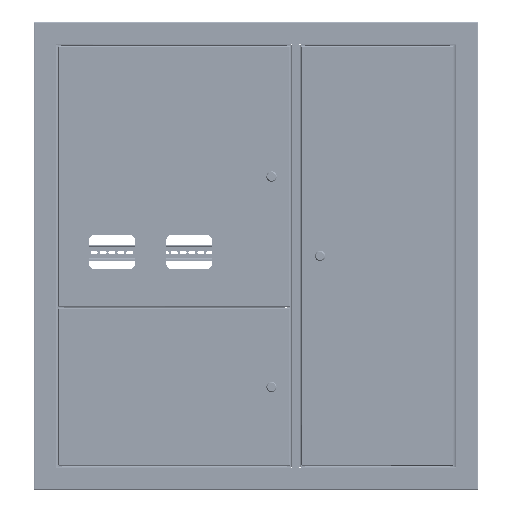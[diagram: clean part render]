
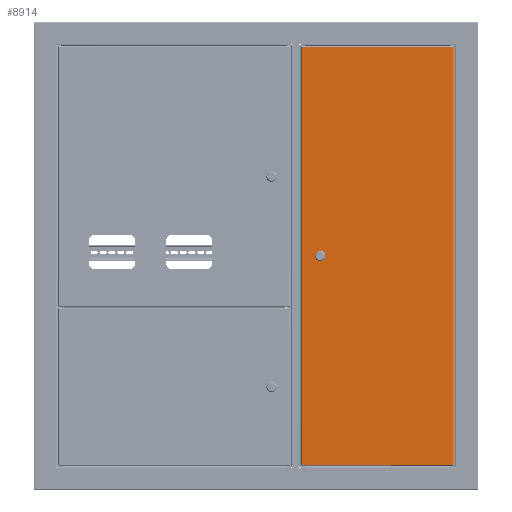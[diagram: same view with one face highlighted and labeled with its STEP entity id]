
A CAD part, top view. The second image highlights one B-rep face of the part: STEP entity #8914.
In plain terms, the highlighted planar face has unit normal (0, 0, 1).
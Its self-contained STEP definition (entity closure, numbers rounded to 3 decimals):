
#443 = LINE ( 'NONE', #28568, #46847 ) ;
#948 = VERTEX_POINT ( 'NONE', #60527 ) ;
#1043 = DIRECTION ( 'NONE',  ( 1., 0., 0. ) ) ;
#1613 = LINE ( 'NONE', #34785, #29222 ) ;
#4808 = CARTESIAN_POINT ( 'NONE',  ( 894.993, 324., 0. ) ) ;
#5658 = PLANE ( 'NONE',  #11351 ) ;
#6833 = VECTOR ( 'NONE', #40503, 1000. ) ;
#6872 = DIRECTION ( 'NONE',  ( -1., 0., 0. ) ) ;
#8914 = ADVANCED_FACE ( 'NONE', ( #73832, #45783 ), #5658, .F. ) ;
#9486 = VERTEX_POINT ( 'NONE', #54796 ) ;
#9595 = VECTOR ( 'NONE', #47167, 1000. ) ;
#9793 = EDGE_CURVE ( 'NONE', #75785, #30515, #1613, .T. ) ;
#11351 = AXIS2_PLACEMENT_3D ( 'NONE', #89450, #54003, #11667 ) ;
#11667 = DIRECTION ( 'NONE',  ( -1., 0., 0. ) ) ;
#12707 = CARTESIAN_POINT ( 'NONE',  ( 448.2, 40., 0. ) ) ;
#12859 = LINE ( 'NONE', #68143, #6833 ) ;
#13066 = DIRECTION ( 'NONE',  ( 0., 1., 0. ) ) ;
#14419 = DIRECTION ( 'NONE',  ( 0., 0., 1. ) ) ;
#17819 = VECTOR ( 'NONE', #1043, 1000. ) ;
#18470 = ORIENTED_EDGE ( 'NONE', *, *, #47160, .T. ) ;
#19084 = LINE ( 'NONE', #4808, #9595 ) ;
#19408 = VERTEX_POINT ( 'NONE', #63144 ) ;
#20435 = LINE ( 'NONE', #21341, #87265 ) ;
#21341 = CARTESIAN_POINT ( 'NONE',  ( 894.7, 0., 0. ) ) ;
#22532 = AXIS2_PLACEMENT_3D ( 'NONE', #12707, #40811, #68888 ) ;
#22763 = DIRECTION ( 'NONE',  ( 1., 0., 0. ) ) ;
#25568 = AXIS2_PLACEMENT_3D ( 'NONE', #54958, #14419, #62331 ) ;
#27892 = EDGE_LOOP ( 'NONE', ( #18470, #29318, #52519, #71191 ) ) ;
#27936 = EDGE_CURVE ( 'NONE', #948, #46793, #63645, .T. ) ;
#28245 = CARTESIAN_POINT ( 'NONE',  ( 894.7, 1.7, 0. ) ) ;
#28403 = EDGE_CURVE ( 'NONE', #9486, #61583, #31440, .T. ) ;
#28421 = CARTESIAN_POINT ( 'NONE',  ( 894.7, 324., 0. ) ) ;
#28568 = CARTESIAN_POINT ( 'NONE',  ( 451.849, 48.5, 0. ) ) ;
#29222 = VECTOR ( 'NONE', #85813, 1000. ) ;
#29318 = ORIENTED_EDGE ( 'NONE', *, *, #84165, .T. ) ;
#29714 = DIRECTION ( 'NONE',  ( 0., 0., 1. ) ) ;
#29865 = EDGE_CURVE ( 'NONE', #19408, #9486, #65440, .T. ) ;
#30515 = VERTEX_POINT ( 'NONE', #83180 ) ;
#30521 = ORIENTED_EDGE ( 'NONE', *, *, #28403, .F. ) ;
#31440 = CIRCLE ( 'NONE', #25568, 9.25 ) ;
#34536 = AXIS2_PLACEMENT_3D ( 'NONE', #64197, #29714, #22763 ) ;
#34785 = CARTESIAN_POINT ( 'NONE',  ( 1.7, 324.293, 0. ) ) ;
#36071 = LINE ( 'NONE', #64141, #17819 ) ;
#39314 = ORIENTED_EDGE ( 'NONE', *, *, #68174, .F. ) ;
#40503 = DIRECTION ( 'NONE',  ( 1., 0., 0. ) ) ;
#40811 = DIRECTION ( 'NONE',  ( 0., 0., 1. ) ) ;
#42548 = ORIENTED_EDGE ( 'NONE', *, *, #27936, .F. ) ;
#45783 = FACE_OUTER_BOUND ( 'NONE', #27892, .T. ) ;
#46793 = VERTEX_POINT ( 'NONE', #85654 ) ;
#46847 = VECTOR ( 'NONE', #6872, 1000. ) ;
#47160 = EDGE_CURVE ( 'NONE', #30515, #67732, #12859, .T. ) ;
#47167 = DIRECTION ( 'NONE',  ( -1., 0., 0. ) ) ;
#47690 = VERTEX_POINT ( 'NONE', #28421 ) ;
#52519 = ORIENTED_EDGE ( 'NONE', *, *, #70723, .T. ) ;
#54003 = DIRECTION ( 'NONE',  ( 0., 0., -1. ) ) ;
#54796 = CARTESIAN_POINT ( 'NONE',  ( 457.45, 40., 0. ) ) ;
#54958 = CARTESIAN_POINT ( 'NONE',  ( 448.2, 40., 0. ) ) ;
#55581 = EDGE_CURVE ( 'NONE', #46793, #19408, #36071, .T. ) ;
#60448 = EDGE_LOOP ( 'NONE', ( #39314, #30521, #69929, #70542, #42548 ) ) ;
#60527 = CARTESIAN_POINT ( 'NONE',  ( 444.551, 48.5, 0. ) ) ;
#61583 = VERTEX_POINT ( 'NONE', #85642 ) ;
#62331 = DIRECTION ( 'NONE',  ( 1., 0., 0. ) ) ;
#63144 = CARTESIAN_POINT ( 'NONE',  ( 451.849, 31.5, 0. ) ) ;
#63645 = CIRCLE ( 'NONE', #22532, 9.25 ) ;
#64141 = CARTESIAN_POINT ( 'NONE',  ( 451.849, 31.5, 0. ) ) ;
#64197 = CARTESIAN_POINT ( 'NONE',  ( 448.2, 40., 0. ) ) ;
#65440 = CIRCLE ( 'NONE', #34536, 9.25 ) ;
#67732 = VERTEX_POINT ( 'NONE', #28245 ) ;
#68143 = CARTESIAN_POINT ( 'NONE',  ( 1.7, 1.7, 0. ) ) ;
#68174 = EDGE_CURVE ( 'NONE', #61583, #948, #443, .T. ) ;
#68888 = DIRECTION ( 'NONE',  ( 1., 0., 0. ) ) ;
#69929 = ORIENTED_EDGE ( 'NONE', *, *, #29865, .F. ) ;
#70542 = ORIENTED_EDGE ( 'NONE', *, *, #55581, .F. ) ;
#70723 = EDGE_CURVE ( 'NONE', #47690, #75785, #19084, .T. ) ;
#71191 = ORIENTED_EDGE ( 'NONE', *, *, #9793, .T. ) ;
#73832 = FACE_BOUND ( 'NONE', #60448, .T. ) ;
#75785 = VERTEX_POINT ( 'NONE', #86686 ) ;
#83180 = CARTESIAN_POINT ( 'NONE',  ( 1.7, 1.7, 0. ) ) ;
#84165 = EDGE_CURVE ( 'NONE', #67732, #47690, #20435, .T. ) ;
#85642 = CARTESIAN_POINT ( 'NONE',  ( 451.849, 48.5, 0. ) ) ;
#85654 = CARTESIAN_POINT ( 'NONE',  ( 444.551, 31.5, 0. ) ) ;
#85813 = DIRECTION ( 'NONE',  ( 0., -1., 0. ) ) ;
#86686 = CARTESIAN_POINT ( 'NONE',  ( 1.7, 324., 0. ) ) ;
#87265 = VECTOR ( 'NONE', #13066, 1000. ) ;
#89450 = CARTESIAN_POINT ( 'NONE',  ( 0., 325.7, 0. ) ) ;
